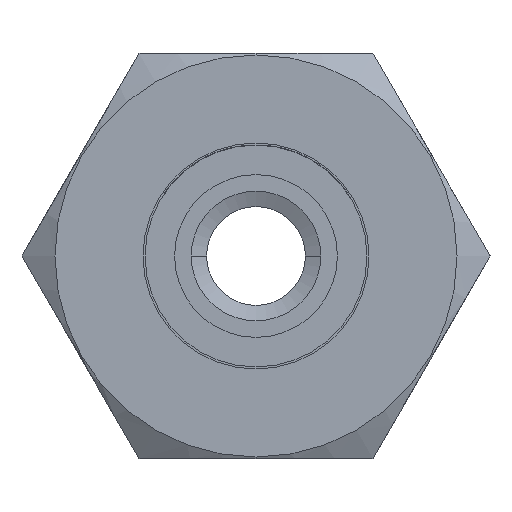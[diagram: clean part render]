
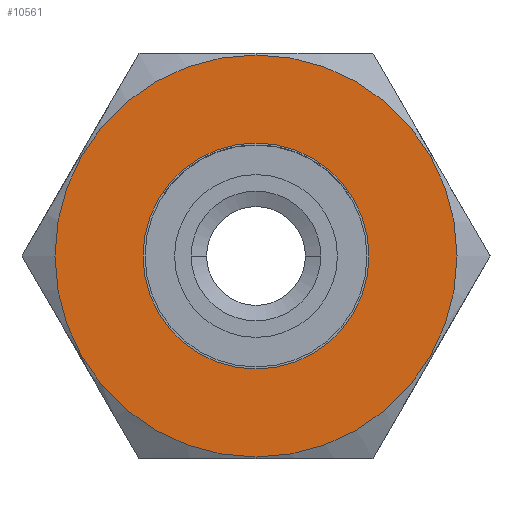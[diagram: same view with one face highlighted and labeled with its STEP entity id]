
A CAD part, left-side view. The second image highlights one B-rep face of the part: STEP entity #10561.
In plain terms, the highlighted planar face has unit normal (-1, 0, 0).
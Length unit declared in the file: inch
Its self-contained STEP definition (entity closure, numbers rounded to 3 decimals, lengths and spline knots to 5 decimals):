
#490 = VERTEX_POINT ( 'NONE', #15126 ) ;
#894 = EDGE_LOOP ( 'NONE', ( #5912, #12410 ) ) ;
#1679 = AXIS2_PLACEMENT_3D ( 'NONE', #8368, #13321, #19656 ) ;
#2149 = ORIENTED_EDGE ( 'NONE', *, *, #13004, .F. ) ;
#2273 = CARTESIAN_POINT ( 'NONE',  ( -1.13, 0., -0.62 ) ) ;
#2799 = DIRECTION ( 'NONE',  ( 1., 0., 0. ) ) ;
#3898 = CIRCLE ( 'NONE', #8115, 0.3485 ) ;
#5398 = DIRECTION ( 'NONE',  ( 0., 0., -1. ) ) ;
#5744 = CIRCLE ( 'NONE', #12170, 0.62 ) ;
#5810 = CARTESIAN_POINT ( 'NONE',  ( -1.13, 0., 0. ) ) ;
#5912 = ORIENTED_EDGE ( 'NONE', *, *, #6350, .T. ) ;
#5972 = AXIS2_PLACEMENT_3D ( 'NONE', #18513, #11914, #5398 ) ;
#6350 = EDGE_CURVE ( 'NONE', #10123, #8205, #18916, .T. ) ;
#6529 = PLANE ( 'NONE',  #1679 ) ;
#6641 = ORIENTED_EDGE ( 'NONE', *, *, #17718, .F. ) ;
#7527 = DIRECTION ( 'NONE',  ( 1., 0., 0. ) ) ;
#8115 = AXIS2_PLACEMENT_3D ( 'NONE', #8971, #7527, #20538 ) ;
#8205 = VERTEX_POINT ( 'NONE', #16494 ) ;
#8368 = CARTESIAN_POINT ( 'NONE',  ( -1.13, 0.3485, 0. ) ) ;
#8971 = CARTESIAN_POINT ( 'NONE',  ( -1.13, 0., 0. ) ) ;
#9255 = DIRECTION ( 'NONE',  ( 0., 0., -1. ) ) ;
#10123 = VERTEX_POINT ( 'NONE', #16684 ) ;
#10561 = ADVANCED_FACE ( 'NONE', ( #14503, #10910 ), #6529, .T. ) ;
#10809 = DIRECTION ( 'NONE',  ( 1., 0., 0. ) ) ;
#10910 = FACE_OUTER_BOUND ( 'NONE', #12785, .T. ) ;
#11816 = AXIS2_PLACEMENT_3D ( 'NONE', #5810, #10809, #18852 ) ;
#11865 = CIRCLE ( 'NONE', #5972, 0.62 ) ;
#11914 = DIRECTION ( 'NONE',  ( 1., 0., 0. ) ) ;
#12170 = AXIS2_PLACEMENT_3D ( 'NONE', #12626, #2799, #9255 ) ;
#12410 = ORIENTED_EDGE ( 'NONE', *, *, #13065, .T. ) ;
#12626 = CARTESIAN_POINT ( 'NONE',  ( -1.13, 0., 0. ) ) ;
#12785 = EDGE_LOOP ( 'NONE', ( #2149, #6641 ) ) ;
#13004 = EDGE_CURVE ( 'NONE', #18096, #490, #11865, .T. ) ;
#13065 = EDGE_CURVE ( 'NONE', #8205, #10123, #3898, .T. ) ;
#13321 = DIRECTION ( 'NONE',  ( -1., 0., 0. ) ) ;
#14503 = FACE_BOUND ( 'NONE', #894, .T. ) ;
#15126 = CARTESIAN_POINT ( 'NONE',  ( -1.13, 0., 0.62 ) ) ;
#16494 = CARTESIAN_POINT ( 'NONE',  ( -1.13, 0., 0.3485 ) ) ;
#16684 = CARTESIAN_POINT ( 'NONE',  ( -1.13, 0., -0.3485 ) ) ;
#17718 = EDGE_CURVE ( 'NONE', #490, #18096, #5744, .T. ) ;
#18096 = VERTEX_POINT ( 'NONE', #2273 ) ;
#18513 = CARTESIAN_POINT ( 'NONE',  ( -1.13, 0., 0. ) ) ;
#18852 = DIRECTION ( 'NONE',  ( 0., 0., -1. ) ) ;
#18916 = CIRCLE ( 'NONE', #11816, 0.3485 ) ;
#19656 = DIRECTION ( 'NONE',  ( 0., 0., 1. ) ) ;
#20538 = DIRECTION ( 'NONE',  ( 0., 0., -1. ) ) ;
